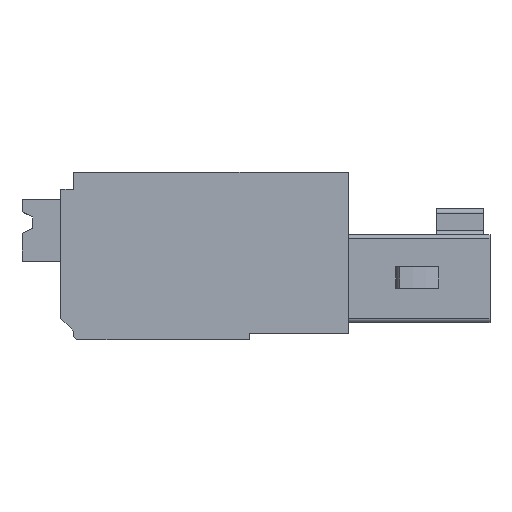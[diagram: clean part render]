
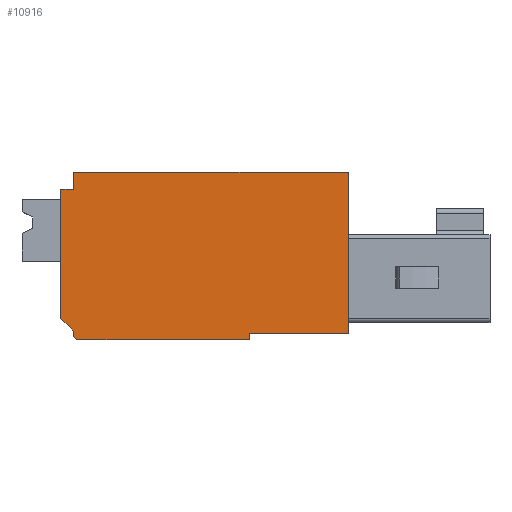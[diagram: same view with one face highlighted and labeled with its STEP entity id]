
A CAD part, left-side view. The second image highlights one B-rep face of the part: STEP entity #10916.
In plain terms, the highlighted planar face has unit normal (-1, 0, 0).
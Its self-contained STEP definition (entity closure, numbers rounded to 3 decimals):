
#564 = VECTOR ( 'NONE', #9917, 1000. ) ;
#745 = CARTESIAN_POINT ( 'NONE',  ( 0., 11.2, 0. ) ) ;
#1119 = VECTOR ( 'NONE', #29501, 1000. ) ;
#1166 = VERTEX_POINT ( 'NONE', #30245 ) ;
#1908 = LINE ( 'NONE', #34898, #4829 ) ;
#2059 = VERTEX_POINT ( 'NONE', #28213 ) ;
#2114 = DIRECTION ( 'NONE',  ( 0., 0., -1. ) ) ;
#2813 = ORIENTED_EDGE ( 'NONE', *, *, #17695, .T. ) ;
#3585 = LINE ( 'NONE', #15105, #30279 ) ;
#3710 = VECTOR ( 'NONE', #19757, 1000. ) ;
#4002 = ORIENTED_EDGE ( 'NONE', *, *, #7381, .T. ) ;
#4251 = DIRECTION ( 'NONE',  ( 0., 0., 1. ) ) ;
#4280 = CARTESIAN_POINT ( 'NONE',  ( 0., 19.4, 0.4 ) ) ;
#4464 = CARTESIAN_POINT ( 'NONE',  ( 0., 20., 7.8 ) ) ;
#4627 = DIRECTION ( 'NONE',  ( 0., -1., 0. ) ) ;
#4696 = CARTESIAN_POINT ( 'NONE',  ( 0., 20., 1. ) ) ;
#4800 = CARTESIAN_POINT ( 'NONE',  ( 0., 20., 0. ) ) ;
#4829 = VECTOR ( 'NONE', #16979, 1000. ) ;
#4898 = DIRECTION ( 'NONE',  ( 1., 0., 0. ) ) ;
#5574 = EDGE_CURVE ( 'NONE', #21522, #1166, #30872, .T. ) ;
#5909 = EDGE_CURVE ( 'NONE', #1166, #22804, #37236, .T. ) ;
#6136 = LINE ( 'NONE', #30671, #7772 ) ;
#6723 = CARTESIAN_POINT ( 'NONE',  ( 0., 19.4, 0.4 ) ) ;
#7381 = EDGE_CURVE ( 'NONE', #14382, #36350, #6136, .T. ) ;
#7683 = CARTESIAN_POINT ( 'NONE',  ( 0., 6.6, 0.3 ) ) ;
#7772 = VECTOR ( 'NONE', #33386, 1000. ) ;
#8077 = VECTOR ( 'NONE', #25317, 1000. ) ;
#8757 = ORIENTED_EDGE ( 'NONE', *, *, #19226, .T. ) ;
#8770 = AXIS2_PLACEMENT_3D ( 'NONE', #14027, #4898, #2114 ) ;
#9917 = DIRECTION ( 'NONE',  ( 0., 0., -1. ) ) ;
#10245 = ORIENTED_EDGE ( 'NONE', *, *, #21559, .F. ) ;
#10407 = CARTESIAN_POINT ( 'NONE',  ( 0., 19.4, 7.8 ) ) ;
#10907 = EDGE_CURVE ( 'NONE', #28788, #17214, #13830, .T. ) ;
#10916 = ADVANCED_FACE ( 'NONE', ( #37954 ), #35319, .F. ) ;
#13189 = ORIENTED_EDGE ( 'NONE', *, *, #5909, .T. ) ;
#13229 = ORIENTED_EDGE ( 'NONE', *, *, #22605, .F. ) ;
#13242 = LINE ( 'NONE', #4696, #8077 ) ;
#13830 = LINE ( 'NONE', #7683, #3710 ) ;
#14027 = CARTESIAN_POINT ( 'NONE',  ( 0., 20., 7.8 ) ) ;
#14197 = CARTESIAN_POINT ( 'NONE',  ( 0., 6.6, 0.3 ) ) ;
#14382 = VERTEX_POINT ( 'NONE', #37429 ) ;
#14410 = CARTESIAN_POINT ( 'NONE',  ( 0., 20., 1. ) ) ;
#14681 = EDGE_CURVE ( 'NONE', #24512, #14382, #33948, .T. ) ;
#15105 = CARTESIAN_POINT ( 'NONE',  ( 0., 11.2, 0.3 ) ) ;
#15561 = CARTESIAN_POINT ( 'NONE',  ( 0., 20., 7. ) ) ;
#16245 = DIRECTION ( 'NONE',  ( -1., 0., 0. ) ) ;
#16428 = AXIS2_PLACEMENT_3D ( 'NONE', #31416, #16245, #29032 ) ;
#16979 = DIRECTION ( 'NONE',  ( 0., -1., 0. ) ) ;
#17214 = VERTEX_POINT ( 'NONE', #28245 ) ;
#17553 = LINE ( 'NONE', #4464, #1119 ) ;
#17695 = EDGE_CURVE ( 'NONE', #17736, #21522, #13242, .T. ) ;
#17736 = VERTEX_POINT ( 'NONE', #14410 ) ;
#19226 = EDGE_CURVE ( 'NONE', #34641, #2059, #25607, .T. ) ;
#19286 = CARTESIAN_POINT ( 'NONE',  ( 0., 11.2, 0. ) ) ;
#19757 = DIRECTION ( 'NONE',  ( 0., 0., 1. ) ) ;
#19969 = ORIENTED_EDGE ( 'NONE', *, *, #14681, .T. ) ;
#21522 = VERTEX_POINT ( 'NONE', #4280 ) ;
#21559 = EDGE_CURVE ( 'NONE', #17736, #36350, #17553, .T. ) ;
#21989 = ORIENTED_EDGE ( 'NONE', *, *, #27151, .T. ) ;
#22605 = EDGE_CURVE ( 'NONE', #24512, #17214, #1908, .T. ) ;
#22804 = VERTEX_POINT ( 'NONE', #33487 ) ;
#23107 = ORIENTED_EDGE ( 'NONE', *, *, #26217, .T. ) ;
#23363 = VECTOR ( 'NONE', #4251, 1000. ) ;
#24512 = VERTEX_POINT ( 'NONE', #10407 ) ;
#25317 = DIRECTION ( 'NONE',  ( 0., -0.707, -0.707 ) ) ;
#25607 = LINE ( 'NONE', #19286, #23363 ) ;
#25982 = EDGE_LOOP ( 'NONE', ( #26544, #13229, #19969, #4002, #10245, #2813, #27033, #13189, #23107, #8757, #21989 ) ) ;
#26217 = EDGE_CURVE ( 'NONE', #22804, #34641, #31884, .T. ) ;
#26544 = ORIENTED_EDGE ( 'NONE', *, *, #10907, .T. ) ;
#27033 = ORIENTED_EDGE ( 'NONE', *, *, #5574, .T. ) ;
#27151 = EDGE_CURVE ( 'NONE', #2059, #28788, #3585, .T. ) ;
#28213 = CARTESIAN_POINT ( 'NONE',  ( 0., 11.2, 0.3 ) ) ;
#28245 = CARTESIAN_POINT ( 'NONE',  ( 0., 6.6, 7.8 ) ) ;
#28788 = VERTEX_POINT ( 'NONE', #14197 ) ;
#29032 = DIRECTION ( 'NONE',  ( 0., 0., 1. ) ) ;
#29501 = DIRECTION ( 'NONE',  ( 0., 0., 1. ) ) ;
#30245 = CARTESIAN_POINT ( 'NONE',  ( 0., 19.4, 0.25 ) ) ;
#30279 = VECTOR ( 'NONE', #30323, 1000. ) ;
#30323 = DIRECTION ( 'NONE',  ( 0., -1., 0. ) ) ;
#30671 = CARTESIAN_POINT ( 'NONE',  ( 0., 19.4, 7. ) ) ;
#30872 = LINE ( 'NONE', #6723, #564 ) ;
#31028 = CARTESIAN_POINT ( 'NONE',  ( 0., 19.4, 7.8 ) ) ;
#31211 = DIRECTION ( 'NONE',  ( 0., 0., -1. ) ) ;
#31416 = CARTESIAN_POINT ( 'NONE',  ( 0., 19.15, 0.25 ) ) ;
#31884 = LINE ( 'NONE', #4800, #37962 ) ;
#33386 = DIRECTION ( 'NONE',  ( 0., 1., 0. ) ) ;
#33487 = CARTESIAN_POINT ( 'NONE',  ( 0., 19.15, 0. ) ) ;
#33948 = LINE ( 'NONE', #31028, #36766 ) ;
#34641 = VERTEX_POINT ( 'NONE', #745 ) ;
#34898 = CARTESIAN_POINT ( 'NONE',  ( 0., 20., 7.8 ) ) ;
#35319 = PLANE ( 'NONE',  #8770 ) ;
#36350 = VERTEX_POINT ( 'NONE', #15561 ) ;
#36766 = VECTOR ( 'NONE', #31211, 1000. ) ;
#37236 = CIRCLE ( 'NONE', #16428, 0.25 ) ;
#37429 = CARTESIAN_POINT ( 'NONE',  ( 0., 19.4, 7. ) ) ;
#37954 = FACE_OUTER_BOUND ( 'NONE', #25982, .T. ) ;
#37962 = VECTOR ( 'NONE', #4627, 1000. ) ;
